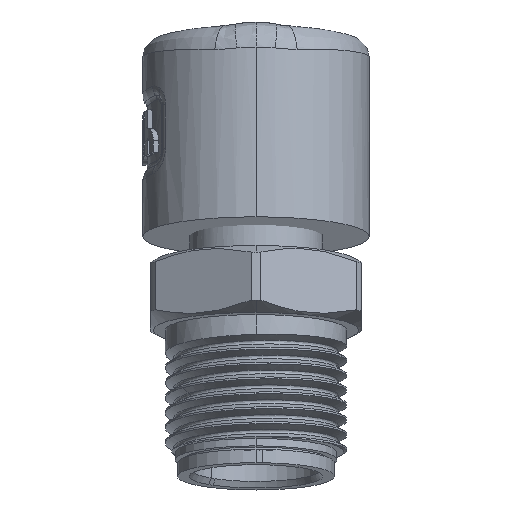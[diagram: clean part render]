
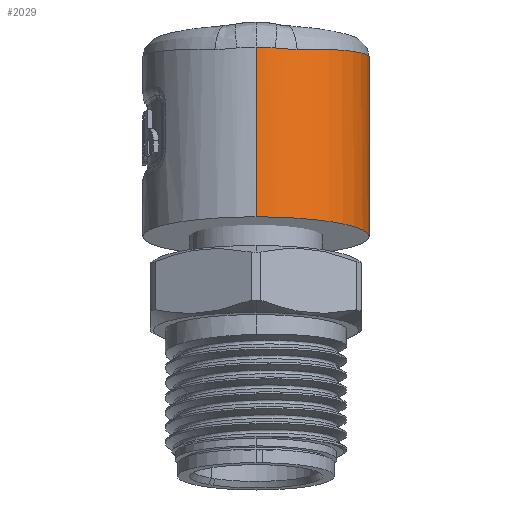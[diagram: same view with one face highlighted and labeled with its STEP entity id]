
A CAD part, front view. The second image highlights one B-rep face of the part: STEP entity #2029.
In plain terms, the highlighted cylindrical face has radius 7.5 mm (diameter 15 mm), a partial arc.
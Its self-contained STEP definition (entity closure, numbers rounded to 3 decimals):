
#2029=ADVANCED_FACE('',(#4327),#4328,.T.);
#4327=FACE_OUTER_BOUND('',#7971,.T.);
#4328=CYLINDRICAL_SURFACE('',#7972,7.5);
#7971=EDGE_LOOP('',(#22315,#22316,#22317,#22318,#22319,#22320,#22321,#22322,#22323,#22324,#22325));
#7972=AXIS2_PLACEMENT_3D('',#22326,#22327,#22328);
#22315=ORIENTED_EDGE('',*,*,#26804,.F.);
#22316=ORIENTED_EDGE('',*,*,#26805,.F.);
#22317=ORIENTED_EDGE('',*,*,#26806,.F.);
#22318=ORIENTED_EDGE('',*,*,#26802,.F.);
#22319=ORIENTED_EDGE('',*,*,#26795,.F.);
#22320=ORIENTED_EDGE('',*,*,#26807,.F.);
#22321=ORIENTED_EDGE('',*,*,#26808,.F.);
#22322=ORIENTED_EDGE('',*,*,#26739,.F.);
#22323=ORIENTED_EDGE('',*,*,#26809,.T.);
#22324=ORIENTED_EDGE('',*,*,#26737,.T.);
#22325=ORIENTED_EDGE('',*,*,#26810,.F.);
#22326=CARTESIAN_POINT('',(0.0,6.646,-7.682));
#22327=DIRECTION('',(0.0,-0.174,-0.985));
#22328=DIRECTION('',(0.0,-0.985,0.174));
#26737=EDGE_CURVE('',#30563,#30561,#30564,.T.);
#26739=EDGE_CURVE('',#30565,#30567,#30568,.T.);
#26795=EDGE_CURVE('',#30661,#30663,#30664,.T.);
#26802=EDGE_CURVE('',#30663,#30670,#30672,.T.);
#26804=EDGE_CURVE('',#30674,#30675,#30676,.T.);
#26805=EDGE_CURVE('',#30677,#30674,#30678,.T.);
#26806=EDGE_CURVE('',#30670,#30677,#30679,.T.);
#26807=EDGE_CURVE('',#30680,#30661,#30681,.T.);
#26808=EDGE_CURVE('',#30567,#30680,#30682,.T.);
#26809=EDGE_CURVE('',#30565,#30563,#30683,.T.);
#26810=EDGE_CURVE('',#30675,#30561,#30684,.T.);
#30561=VERTEX_POINT('',#36280);
#30563=VERTEX_POINT('',#36303);
#30564=LINE('',#36304,#36305);
#30565=VERTEX_POINT('',#36306);
#30567=VERTEX_POINT('',#36308);
#30568=LINE('',#36309,#36310);
#30661=VERTEX_POINT('',#36788);
#30663=VERTEX_POINT('',#36800);
#30664=B_SPLINE_CURVE_WITH_KNOTS('',3,(#36801,#36802,#36803,#36804,#36805,#36806,#36807,#36808,#36809,#36810,#36811,#36812,#36813,#36814,#36815),.UNSPECIFIED.,.F.,.F.,(4,1,1,1,1,1,1,1,1,1,1,1,4),(0.0,0.083,0.167,0.25,0.333,0.417,0.5,0.583,0.667,0.75,0.833,0.917,1.0),.UNSPECIFIED.);
#30670=VERTEX_POINT('',#36836);
#30672=B_SPLINE_CURVE_WITH_KNOTS('',3,(#36842,#36843,#36844,#36845,#36846,#36847),.UNSPECIFIED.,.F.,.F.,(4,1,1,4),(0.0,0.333,0.667,1.0),.UNSPECIFIED.);
#30674=VERTEX_POINT('',#36849);
#30675=VERTEX_POINT('',#36850);
#30676=B_SPLINE_CURVE_WITH_KNOTS('',3,(#36851,#36852,#36853,#36854,#36855,#36856),.UNSPECIFIED.,.F.,.F.,(4,1,1,4),(0.0,0.333,0.667,1.0),.UNSPECIFIED.);
#30677=VERTEX_POINT('',#36857);
#30678=B_SPLINE_CURVE_WITH_KNOTS('',3,(#36858,#36859,#36860,#36861,#36862,#36863),.UNSPECIFIED.,.F.,.F.,(4,1,1,4),(0.0,0.333,0.667,1.0),.UNSPECIFIED.);
#30679=B_SPLINE_CURVE_WITH_KNOTS('',3,(#36864,#36865,#36866,#36867,#36868,#36869),.UNSPECIFIED.,.F.,.F.,(4,1,1,4),(0.0,0.333,0.667,1.0),.UNSPECIFIED.);
#30680=VERTEX_POINT('',#36870);
#30681=B_SPLINE_CURVE_WITH_KNOTS('',3,(#36871,#36872,#36873,#36874,#36875,#36876),.UNSPECIFIED.,.F.,.F.,(4,1,1,4),(0.0,0.333,0.667,1.0),.UNSPECIFIED.);
#30682=B_SPLINE_CURVE_WITH_KNOTS('',3,(#36877,#36878,#36879,#36880,#36881,#36882,#36883,#36884),.UNSPECIFIED.,.F.,.F.,(4,1,1,1,1,4),(0.0,0.203,0.406,0.606,0.804,1.0),.UNSPECIFIED.);
#30683=CIRCLE('',#36885,7.5);
#30684=B_SPLINE_CURVE_WITH_KNOTS('',3,(#36886,#36887,#36888,#36889,#36890,#36891,#36892,#36893,#36894,#36895,#36896,#36897,#36898,#36899,#36900,#36901,#36902,#36903,#36904,#36905,#36906,#36907),.UNSPECIFIED.,.F.,.F.,(4,1,1,1,1,1,1,1,1,1,1,1,1,1,1,1,1,1,1,4),(0.0,0.053,0.105,0.158,0.211,0.263,0.316,0.368,0.421,0.474,0.526,0.579,0.632,0.684,0.737,0.789,0.842,0.895,0.947,1.0),.UNSPECIFIED.);
#36280=CARTESIAN_POINT('',(0.,14.348,-7.187));
#36303=CARTESIAN_POINT('',(0.,14.032,-8.984));
#36304=CARTESIAN_POINT('',(0.,14.032,-8.984));
#36305=VECTOR('',#44341,1.825);
#36306=CARTESIAN_POINT('',(0.0,-0.741,-6.379));
#36308=CARTESIAN_POINT('',(0.,1.239,4.847));
#36309=CARTESIAN_POINT('',(0.0,-0.741,-6.379));
#36310=VECTOR('',#44345,11.4);
#36788=CARTESIAN_POINT('',(2.72,1.732,4.701));
#36800=CARTESIAN_POINT('',(5.818,13.425,3.511));
#36801=CARTESIAN_POINT('',(2.72,1.732,4.701));
#36802=CARTESIAN_POINT('',(3.086,1.877,4.707));
#36803=CARTESIAN_POINT('',(3.796,2.226,4.71));
#36804=CARTESIAN_POINT('',(4.763,2.904,4.689));
#36805=CARTESIAN_POINT('',(5.613,3.722,4.644));
#36806=CARTESIAN_POINT('',(6.321,4.651,4.577));
#36807=CARTESIAN_POINT('',(6.89,5.702,4.488));
#36808=CARTESIAN_POINT('',(7.282,6.819,4.381));
#36809=CARTESIAN_POINT('',(7.492,7.984,4.257));
#36810=CARTESIAN_POINT('',(7.52,9.138,4.124));
#36811=CARTESIAN_POINT('',(7.361,10.32,3.976));
#36812=CARTESIAN_POINT('',(7.019,11.445,3.823));
#36813=CARTESIAN_POINT('',(6.508,12.494,3.667));
#36814=CARTESIAN_POINT('',(6.063,13.128,3.563));
#36815=CARTESIAN_POINT('',(5.818,13.425,3.511));
#36836=CARTESIAN_POINT('',(6.507,12.012,1.274));
#36842=CARTESIAN_POINT('',(5.818,13.425,3.511));
#36843=CARTESIAN_POINT('',(5.945,13.22,3.248));
#36844=CARTESIAN_POINT('',(6.158,12.838,2.731));
#36845=CARTESIAN_POINT('',(6.378,12.363,1.986));
#36846=CARTESIAN_POINT('',(6.471,12.117,1.509));
#36847=CARTESIAN_POINT('',(6.507,12.012,1.274));
#36849=CARTESIAN_POINT('',(6.569,11.604,-0.401));
#36850=CARTESIAN_POINT('',(6.536,11.568,-0.949));
#36851=CARTESIAN_POINT('',(6.569,11.604,-0.401));
#36852=CARTESIAN_POINT('',(6.569,11.594,-0.458));
#36853=CARTESIAN_POINT('',(6.568,11.576,-0.576));
#36854=CARTESIAN_POINT('',(6.557,11.563,-0.758));
#36855=CARTESIAN_POINT('',(6.544,11.565,-0.885));
#36856=CARTESIAN_POINT('',(6.536,11.568,-0.949));
#36857=CARTESIAN_POINT('',(6.561,11.795,0.599));
#36858=CARTESIAN_POINT('',(6.561,11.795,0.599));
#36859=CARTESIAN_POINT('',(6.562,11.774,0.488));
#36860=CARTESIAN_POINT('',(6.564,11.732,0.266));
#36861=CARTESIAN_POINT('',(6.567,11.667,-0.067));
#36862=CARTESIAN_POINT('',(6.568,11.625,-0.29));
#36863=CARTESIAN_POINT('',(6.569,11.604,-0.401));
#36864=CARTESIAN_POINT('',(6.507,12.012,1.274));
#36865=CARTESIAN_POINT('',(6.519,11.977,1.194));
#36866=CARTESIAN_POINT('',(6.539,11.913,1.038));
#36867=CARTESIAN_POINT('',(6.556,11.841,0.812));
#36868=CARTESIAN_POINT('',(6.561,11.808,0.669));
#36869=CARTESIAN_POINT('',(6.561,11.795,0.599));
#36870=CARTESIAN_POINT('',(1.266,1.337,4.784));
#36871=CARTESIAN_POINT('',(1.266,1.337,4.784));
#36872=CARTESIAN_POINT('',(1.44,1.364,4.765));
#36873=CARTESIAN_POINT('',(1.781,1.43,4.731));
#36874=CARTESIAN_POINT('',(2.267,1.564,4.702));
#36875=CARTESIAN_POINT('',(2.572,1.673,4.699));
#36876=CARTESIAN_POINT('',(2.72,1.732,4.701));
#36877=CARTESIAN_POINT('',(0.,1.239,4.847));
#36878=CARTESIAN_POINT('',(0.086,1.239,4.847));
#36879=CARTESIAN_POINT('',(0.259,1.242,4.846));
#36880=CARTESIAN_POINT('',(0.516,1.254,4.839));
#36881=CARTESIAN_POINT('',(0.769,1.274,4.828));
#36882=CARTESIAN_POINT('',(1.019,1.302,4.81));
#36883=CARTESIAN_POINT('',(1.184,1.325,4.794));
#36884=CARTESIAN_POINT('',(1.266,1.337,4.784));
#36885=AXIS2_PLACEMENT_3D('',#44357,#44358,#44359);
#36886=CARTESIAN_POINT('',(6.536,11.568,-0.949));
#36887=CARTESIAN_POINT('',(6.52,11.574,-1.077));
#36888=CARTESIAN_POINT('',(6.481,11.598,-1.342));
#36889=CARTESIAN_POINT('',(6.394,11.67,-1.769));
#36890=CARTESIAN_POINT('',(6.273,11.784,-2.227));
#36891=CARTESIAN_POINT('',(6.109,11.942,-2.719));
#36892=CARTESIAN_POINT('',(5.893,12.145,-3.24));
#36893=CARTESIAN_POINT('',(5.622,12.382,-3.772));
#36894=CARTESIAN_POINT('',(5.296,12.642,-4.298));
#36895=CARTESIAN_POINT('',(4.928,12.904,-4.791));
#36896=CARTESIAN_POINT('',(4.528,13.155,-5.239));
#36897=CARTESIAN_POINT('',(4.105,13.387,-5.637));
#36898=CARTESIAN_POINT('',(3.667,13.595,-5.984));
#36899=CARTESIAN_POINT('',(3.219,13.777,-6.282));
#36900=CARTESIAN_POINT('',(2.764,13.934,-6.534));
#36901=CARTESIAN_POINT('',(2.305,14.064,-6.741));
#36902=CARTESIAN_POINT('',(1.844,14.169,-6.907));
#36903=CARTESIAN_POINT('',(1.381,14.25,-7.034));
#36904=CARTESIAN_POINT('',(0.918,14.307,-7.123));
#36905=CARTESIAN_POINT('',(0.457,14.341,-7.175));
#36906=CARTESIAN_POINT('',(0.152,14.348,-7.187));
#36907=CARTESIAN_POINT('',(0.,14.348,-7.187));
#44341=DIRECTION('',(0.,0.174,0.985));
#44345=DIRECTION('',(0.,0.174,0.985));
#44357=CARTESIAN_POINT('',(0.0,6.646,-7.682));
#44358=DIRECTION('',(0.0,0.174,0.985));
#44359=DIRECTION('',(0.0,-0.985,0.174));
